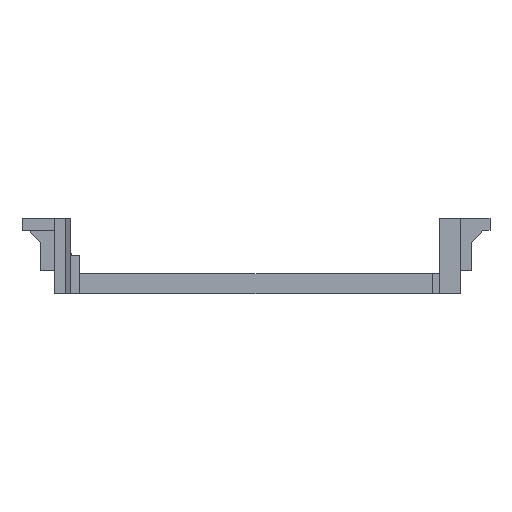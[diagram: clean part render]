
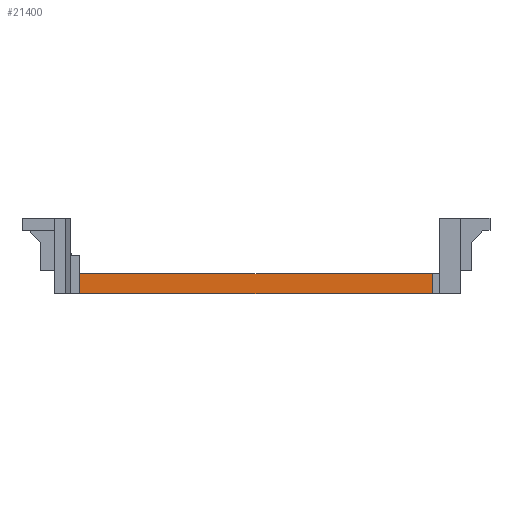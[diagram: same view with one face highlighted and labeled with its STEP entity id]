
A CAD part, front view. The second image highlights one B-rep face of the part: STEP entity #21400.
In plain terms, the highlighted planar face has unit normal (0, -1, 0).
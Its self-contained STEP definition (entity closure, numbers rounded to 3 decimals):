
#1127 = PLANE('',#1128);
#1128 = AXIS2_PLACEMENT_3D('',#1129,#1130,#1131);
#1129 = CARTESIAN_POINT('',(0.225,0.102,
    -1.74));
#1130 = DIRECTION('',(0.,0.,1.));
#1131 = DIRECTION('',(1.,0.,0.));
#1491 = VERTEX_POINT('',#1492);
#1492 = CARTESIAN_POINT('',(-17.4,-7.05,
    -1.74));
#1506 = PLANE('',#1507);
#1507 = AXIS2_PLACEMENT_3D('',#1508,#1509,#1510);
#1508 = CARTESIAN_POINT('',(-17.4,-7.894,
    -2.034));
#1509 = DIRECTION('',(1.,0.,0.));
#1510 = DIRECTION('',(0.,0.,1.));
#1518 = EDGE_CURVE('',#1491,#1519,#1521,.T.);
#1519 = VERTEX_POINT('',#1520);
#1520 = CARTESIAN_POINT('',(17.4,-7.05,
    -1.74));
#1521 = SURFACE_CURVE('',#1522,(#1526,#1533),.PCURVE_S1.);
#1522 = LINE('',#1523,#1524);
#1523 = CARTESIAN_POINT('',(-17.4,-7.05,
    -1.74));
#1524 = VECTOR('',#1525,1.);
#1525 = DIRECTION('',(1.,0.,0.));
#1526 = PCURVE('',#1127,#1527);
#1527 = DEFINITIONAL_REPRESENTATION('',(#1528),#1532);
#1528 = LINE('',#1529,#1530);
#1529 = CARTESIAN_POINT('',(-17.625,-7.152));
#1530 = VECTOR('',#1531,1.);
#1531 = DIRECTION('',(1.,0.));
#1532 = ( GEOMETRIC_REPRESENTATION_CONTEXT(2) 
PARAMETRIC_REPRESENTATION_CONTEXT() REPRESENTATION_CONTEXT('2D SPACE',''
  ) );
#1533 = PCURVE('',#1534,#1539);
#1534 = PLANE('',#1535);
#1535 = AXIS2_PLACEMENT_3D('',#1536,#1537,#1538);
#1536 = CARTESIAN_POINT('',(0.,-7.05,-2.74));
#1537 = DIRECTION('',(-0.,-1.,-0.));
#1538 = DIRECTION('',(0.,0.,-1.));
#1539 = DEFINITIONAL_REPRESENTATION('',(#1540),#1544);
#1540 = LINE('',#1541,#1542);
#1541 = CARTESIAN_POINT('',(-1.,-17.4));
#1542 = VECTOR('',#1543,1.);
#1543 = DIRECTION('',(0.,1.));
#1544 = ( GEOMETRIC_REPRESENTATION_CONTEXT(2) 
PARAMETRIC_REPRESENTATION_CONTEXT() REPRESENTATION_CONTEXT('2D SPACE',''
  ) );
#1562 = PLANE('',#1563);
#1563 = AXIS2_PLACEMENT_3D('',#1564,#1565,#1566);
#1564 = CARTESIAN_POINT('',(17.4,-7.7,
    -2.74));
#1565 = DIRECTION('',(-1.,-0.,-0.));
#1566 = DIRECTION('',(0.,0.,-1.));
#18305 = PLANE('',#18306);
#18306 = AXIS2_PLACEMENT_3D('',#18307,#18308,#18309);
#18307 = CARTESIAN_POINT('',(-0.101,0.,-3.74));
#18308 = DIRECTION('',(0.,0.,-1.));
#18309 = DIRECTION('',(-1.,0.,0.));
#19847 = VERTEX_POINT('',#19848);
#19848 = CARTESIAN_POINT('',(17.4,-7.05,
    -3.74));
#19869 = EDGE_CURVE('',#19847,#19870,#19872,.T.);
#19870 = VERTEX_POINT('',#19871);
#19871 = CARTESIAN_POINT('',(-17.4,-7.05,
    -3.74));
#19872 = SURFACE_CURVE('',#19873,(#19877,#19884),.PCURVE_S1.);
#19873 = LINE('',#19874,#19875);
#19874 = CARTESIAN_POINT('',(17.4,-7.05,
    -3.74));
#19875 = VECTOR('',#19876,1.);
#19876 = DIRECTION('',(-1.,0.,0.));
#19877 = PCURVE('',#18305,#19878);
#19878 = DEFINITIONAL_REPRESENTATION('',(#19879),#19883);
#19879 = LINE('',#19880,#19881);
#19880 = CARTESIAN_POINT('',(-17.501,-7.05));
#19881 = VECTOR('',#19882,1.);
#19882 = DIRECTION('',(1.,0.));
#19883 = ( GEOMETRIC_REPRESENTATION_CONTEXT(2) 
PARAMETRIC_REPRESENTATION_CONTEXT() REPRESENTATION_CONTEXT('2D SPACE',''
  ) );
#19884 = PCURVE('',#1534,#19885);
#19885 = DEFINITIONAL_REPRESENTATION('',(#19886),#19890);
#19886 = LINE('',#19887,#19888);
#19887 = CARTESIAN_POINT('',(1.,17.4));
#19888 = VECTOR('',#19889,1.);
#19889 = DIRECTION('',(0.,-1.));
#19890 = ( GEOMETRIC_REPRESENTATION_CONTEXT(2) 
PARAMETRIC_REPRESENTATION_CONTEXT() REPRESENTATION_CONTEXT('2D SPACE',''
  ) );
#21274 = EDGE_CURVE('',#1519,#19847,#21275,.T.);
#21275 = SURFACE_CURVE('',#21276,(#21280,#21287),.PCURVE_S1.);
#21276 = LINE('',#21277,#21278);
#21277 = CARTESIAN_POINT('',(17.4,-7.05,
    -1.74));
#21278 = VECTOR('',#21279,1.);
#21279 = DIRECTION('',(0.,0.,-1.));
#21280 = PCURVE('',#1562,#21281);
#21281 = DEFINITIONAL_REPRESENTATION('',(#21282),#21286);
#21282 = LINE('',#21283,#21284);
#21283 = CARTESIAN_POINT('',(-1.,-0.65));
#21284 = VECTOR('',#21285,1.);
#21285 = DIRECTION('',(1.,0.));
#21286 = ( GEOMETRIC_REPRESENTATION_CONTEXT(2) 
PARAMETRIC_REPRESENTATION_CONTEXT() REPRESENTATION_CONTEXT('2D SPACE',''
  ) );
#21287 = PCURVE('',#1534,#21288);
#21288 = DEFINITIONAL_REPRESENTATION('',(#21289),#21293);
#21289 = LINE('',#21290,#21291);
#21290 = CARTESIAN_POINT('',(-1.,17.4));
#21291 = VECTOR('',#21292,1.);
#21292 = DIRECTION('',(1.,0.));
#21293 = ( GEOMETRIC_REPRESENTATION_CONTEXT(2) 
PARAMETRIC_REPRESENTATION_CONTEXT() REPRESENTATION_CONTEXT('2D SPACE',''
  ) );
#21328 = EDGE_CURVE('',#19870,#1491,#21329,.T.);
#21329 = SURFACE_CURVE('',#21330,(#21334,#21341),.PCURVE_S1.);
#21330 = LINE('',#21331,#21332);
#21331 = CARTESIAN_POINT('',(-17.4,-7.05,
    -3.74));
#21332 = VECTOR('',#21333,1.);
#21333 = DIRECTION('',(0.,0.,1.));
#21334 = PCURVE('',#1506,#21335);
#21335 = DEFINITIONAL_REPRESENTATION('',(#21336),#21340);
#21336 = LINE('',#21337,#21338);
#21337 = CARTESIAN_POINT('',(-1.706,-0.844));
#21338 = VECTOR('',#21339,1.);
#21339 = DIRECTION('',(1.,0.));
#21340 = ( GEOMETRIC_REPRESENTATION_CONTEXT(2) 
PARAMETRIC_REPRESENTATION_CONTEXT() REPRESENTATION_CONTEXT('2D SPACE',''
  ) );
#21341 = PCURVE('',#1534,#21342);
#21342 = DEFINITIONAL_REPRESENTATION('',(#21343),#21347);
#21343 = LINE('',#21344,#21345);
#21344 = CARTESIAN_POINT('',(1.,-17.4));
#21345 = VECTOR('',#21346,1.);
#21346 = DIRECTION('',(-1.,0.));
#21347 = ( GEOMETRIC_REPRESENTATION_CONTEXT(2) 
PARAMETRIC_REPRESENTATION_CONTEXT() REPRESENTATION_CONTEXT('2D SPACE',''
  ) );
#21400 = ADVANCED_FACE('',(#21401),#1534,.T.);
#21401 = FACE_BOUND('',#21402,.T.);
#21402 = EDGE_LOOP('',(#21403,#21404,#21405,#21406));
#21403 = ORIENTED_EDGE('',*,*,#1518,.F.);
#21404 = ORIENTED_EDGE('',*,*,#21328,.F.);
#21405 = ORIENTED_EDGE('',*,*,#19869,.F.);
#21406 = ORIENTED_EDGE('',*,*,#21274,.F.);
